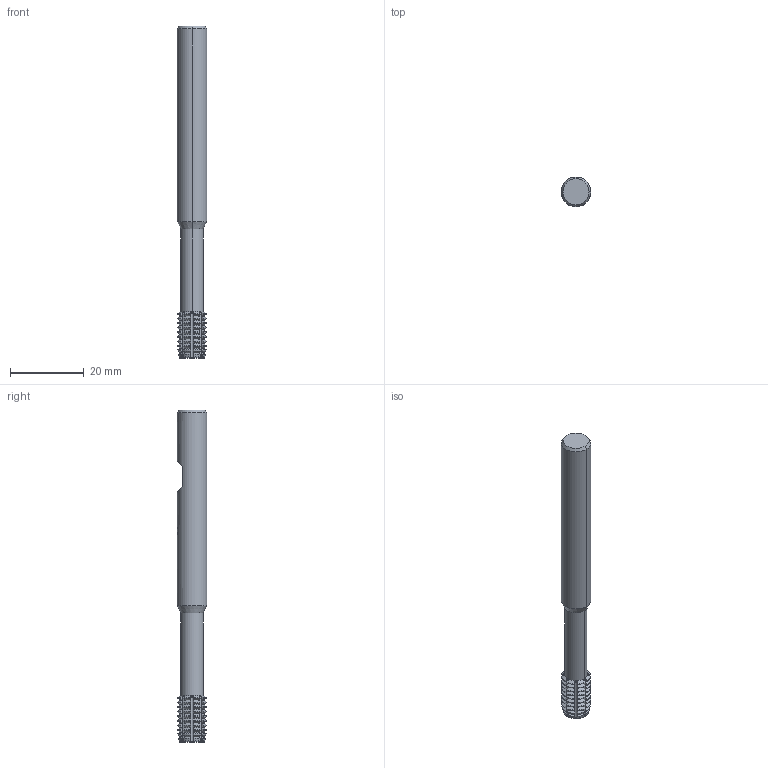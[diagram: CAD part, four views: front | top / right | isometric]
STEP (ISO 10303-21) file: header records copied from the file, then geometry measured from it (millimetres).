
FILE_DESCRIPTION(('no description'),'unknown implementation level');
FILE_NAME('solidb7Id0OnVsL7H2Wu7zDFwYqnCfx0_1.STP',' ',('CIM GmbH Aachen'),('CADClick - KiM GmbH - www.kimweb.de'),'unknown preprocess','ACIS','unknown authorization');
FILE_SCHEMA(('automotive_design'));
Length unit declared in the file: millimetre
Products named in the file (2): 1; 2
Bounding box: 8 x 8 x 90 mm (x, y, z)
Volume: 3854.9 mm3; surface area: 2859.5 mm2
Topology: 2 solids, 2 shells, 574 faces, 1696 edges, 1126 vertices
Faces by surface type: cone 202, cylinder 184, plane 172, torus 16
Entity records: 40402 total; most frequent: CARTESIAN_POINT 6645, STYLED_ITEM 3398, PRESENTATION_STYLE_ASSIGNMENT 3398, COLOUR_RGB 3398, ORIENTED_EDGE 3392, DIRECTION 2904, EDGE_CURVE 1696, CURVE_STYLE 1696
